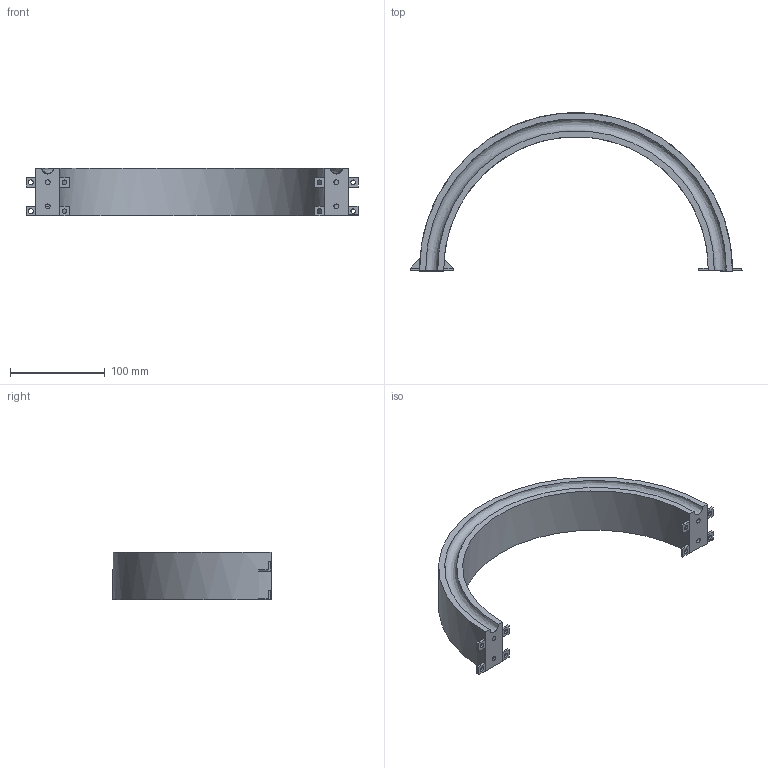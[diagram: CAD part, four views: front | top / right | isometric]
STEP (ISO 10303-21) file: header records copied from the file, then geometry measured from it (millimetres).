
FILE_DESCRIPTION(/* description */ (''),/* implementation_level */ '2;1');
FILE_NAME(/* name */ 'Track Curve 4.28 v1.step',/* time_stamp */ '2025-04-28T14:52:14-07:00',/* author */ (''),/* organization */ (''),/* preprocessor_version */ 'ST-DEVELOPER v20.1',/* originating_system */ 'Autodesk Translation Framework v14.4.0.0',/* authorisation */ '');
FILE_SCHEMA (('AUTOMOTIVE_DESIGN { 1 0 10303 214 3 1 1 }'));
Length unit declared in the file: inch
Products named in the file (1): Track Curve 4.28
Bounding box: 350.52 x 167.53 x 50.67 mm (x, y, z)
Volume: 591953 mm3; surface area: 82496.5 mm2
Topology: 3 solids, 4 shells, 92 faces, 227 edges, 150 vertices
Faces by surface type: plane 75, cylinder 15, bspline 2
Full cylindrical faces by diameter (mm): 4.907 x4, 5.08 x9
Entity records: 2820 total; most frequent: CARTESIAN_POINT 518, DIRECTION 467, ORIENTED_EDGE 454, EDGE_CURVE 227, LINE 169, VECTOR 169, VERTEX_POINT 150, AXIS2_PLACEMENT_3D 149
